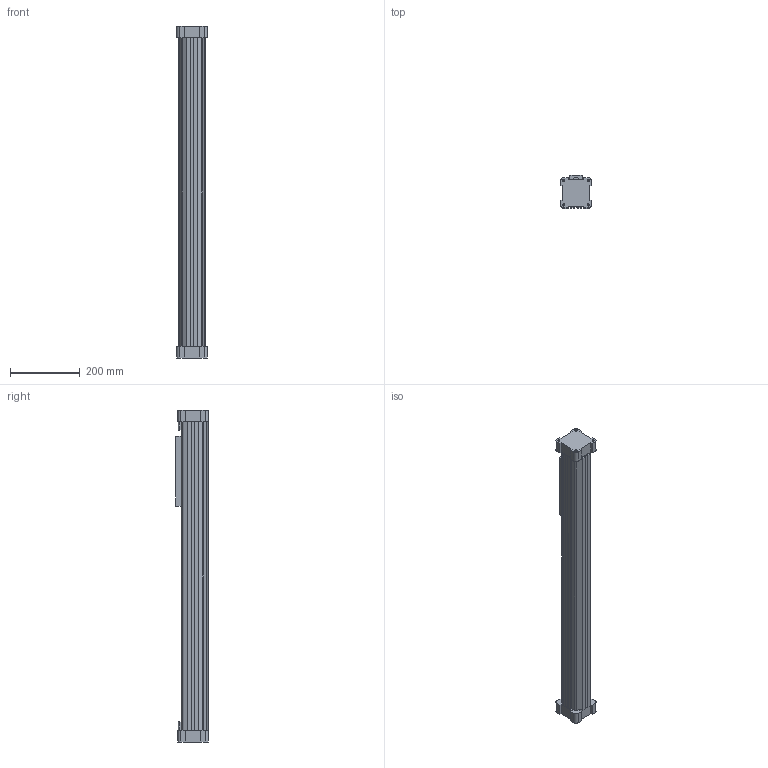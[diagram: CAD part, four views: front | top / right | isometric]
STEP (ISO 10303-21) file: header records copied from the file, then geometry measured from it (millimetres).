
FILE_DESCRIPTION( ( 'STEP AP214' ), ' ' );
FILE_NAME( 'OSPP500000000600000000000_2018-06-15_12-57-03.stp', '2018-06-15T10:59:13', ( '' ), ( '' ), ' ', 'PARTsolutions', ' ' );
FILE_SCHEMA( ( 'AUTOMOTIVE_DESIGN { 1 0 10303 214 1 1 1 1 }' ) );
Length unit declared in the file: millimetre
Products named in the file (5): OSPP500000000600000000000; _OSPP500000000600000000000_d; _PO-OSPP50 000000600000000000 (DL=front,DR=front POS = 0) Zylinder(0,0,0,0,0,0,0000)0; _PO-OSP-P50-00000-00600   (0,0,0) Cylinder piston; _13039FIL884
Assembly tree (4 placements, depth 2):
  OSPP500000000600000000000
    _OSPP500000000600000000000_d
    _PO-OSPP50 000000600000000000 (DL=front,DR=front POS = 0) Zylinder(0,0,0,0,0,0,0000)0
    _PO-OSP-P50-00000-00600   (0,0,0) Cylinder piston
    _13039FIL884
Bounding box: 87 x 93 x 950 mm (x, y, z)
Volume: 3345155.3 mm3; surface area: 542183.3 mm2
Topology: 3 solids, 4 shells, 207 faces, 573 edges, 377 vertices
Faces by surface type: plane 145, cylinder 38, cone 24
Full cylindrical faces by diameter (mm): 4.917 x12, 6 x2, 11.445 x2, 50 x1
Entity records: 7908 total; most frequent: CARTESIAN_POINT 1087, DIRECTION 1018, ORIENTED_EDGE 1016, EDGE_CURVE 508, LINE 422, VECTOR 422, VERTEX_POINT 366, AXIS2_PLACEMENT_3D 298
